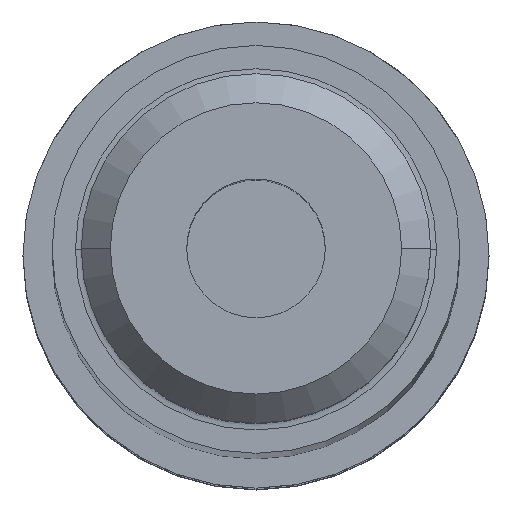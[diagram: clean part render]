
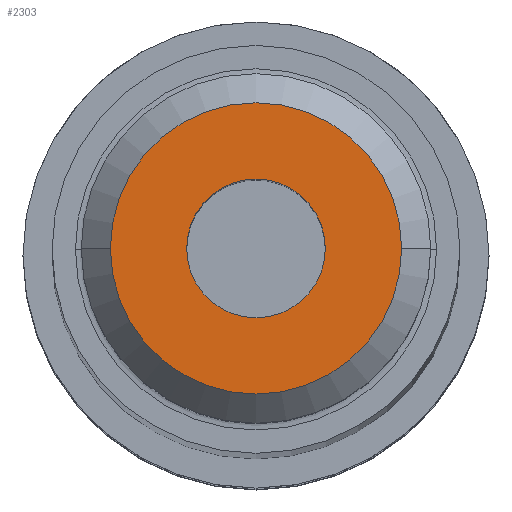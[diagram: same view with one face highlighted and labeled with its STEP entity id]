
A CAD part, top view. The second image highlights one B-rep face of the part: STEP entity #2303.
In plain terms, the highlighted planar face has unit normal (0, 0, 1).
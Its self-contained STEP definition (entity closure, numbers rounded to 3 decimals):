
#27 = CARTESIAN_POINT ( 'NONE',  ( 0.595, 0., 34.6 ) ) ;
#436 = EDGE_LOOP ( 'NONE', ( #5430, #6196 ) ) ;
#530 = AXIS2_PLACEMENT_3D ( 'NONE', #4193, #8541, #10512 ) ;
#699 = FACE_BOUND ( 'NONE', #9010, .T. ) ;
#811 = EDGE_CURVE ( 'Defeature ausgef�hrt1_31+Defeature ausgef�hrt1_14+Defeature ausgef�hrt1_14+Defeature ausgef�hrt1_14', #7795, #7947, #5746, .T. ) ;
#1679 = EDGE_CURVE ( 'Defeature ausgef�hrt1_14+Defeature ausgef�hrt1_15+Defeature ausgef�hrt1_15+Defeature ausgef�hrt1_15', #3901, #1939, #4880, .T. ) ;
#1939 = VERTEX_POINT ( 'NONE', #3213 ) ;
#2010 = AXIS2_PLACEMENT_3D ( 'NONE', #5980, #11261, #4020 ) ;
#2303 = ADVANCED_FACE ( 'Defeature ausgef�hrt1_14', ( #699, #9538 ), #8656, .T. ) ;
#2535 = ORIENTED_EDGE ( 'NONE', *, *, #4079, .F. ) ;
#2621 = DIRECTION ( 'NONE',  ( 1., 0., 0. ) ) ;
#3213 = CARTESIAN_POINT ( 'NONE',  ( 1.25, 0., 34.6 ) ) ;
#3801 = DIRECTION ( 'NONE',  ( 0., 0., 1. ) ) ;
#3866 = EDGE_CURVE ( 'Defeature ausgef�hrt1_14+Defeature ausgef�hrt1_15+Defeature ausgef�hrt1_15+Defeature ausgef�hrt1_15', #1939, #3901, #10167, .T. ) ;
#3901 = VERTEX_POINT ( 'NONE', #7626 ) ;
#3964 = CARTESIAN_POINT ( 'NONE',  ( -0.595, 0., 34.6 ) ) ;
#4020 = DIRECTION ( 'NONE',  ( 1., 0., 0. ) ) ;
#4079 = EDGE_CURVE ( 'Defeature ausgef�hrt1_31+Defeature ausgef�hrt1_14+Defeature ausgef�hrt1_14+Defeature ausgef�hrt1_14', #7947, #7795, #10531, .T. ) ;
#4193 = CARTESIAN_POINT ( 'NONE',  ( 0., 0., 34.6 ) ) ;
#4647 = AXIS2_PLACEMENT_3D ( 'NONE', #7915, #7032, #2621 ) ;
#4735 = CARTESIAN_POINT ( 'NONE',  ( 0., 0., 34.6 ) ) ;
#4789 = DIRECTION ( 'NONE',  ( 1., 0., 0. ) ) ;
#4880 = CIRCLE ( 'NONE', #6384, 1.25 ) ;
#5430 = ORIENTED_EDGE ( 'NONE', *, *, #1679, .T. ) ;
#5522 = AXIS2_PLACEMENT_3D ( 'NONE', #4735, #5779, #4789 ) ;
#5746 = CIRCLE ( 'NONE', #4647, 0.595 ) ;
#5779 = DIRECTION ( 'NONE',  ( 0., 0., 1. ) ) ;
#5980 = CARTESIAN_POINT ( 'NONE',  ( 0., 0., 34.6 ) ) ;
#6196 = ORIENTED_EDGE ( 'NONE', *, *, #3866, .T. ) ;
#6384 = AXIS2_PLACEMENT_3D ( 'NONE', #9794, #3801, #7244 ) ;
#7032 = DIRECTION ( 'NONE',  ( 0., 0., 1. ) ) ;
#7244 = DIRECTION ( 'NONE',  ( 1., 0., 0. ) ) ;
#7626 = CARTESIAN_POINT ( 'NONE',  ( -1.25, 0., 34.6 ) ) ;
#7795 = VERTEX_POINT ( 'NONE', #27 ) ;
#7915 = CARTESIAN_POINT ( 'NONE',  ( 0., 0., 34.6 ) ) ;
#7947 = VERTEX_POINT ( 'NONE', #3964 ) ;
#8449 = ORIENTED_EDGE ( 'NONE', *, *, #811, .F. ) ;
#8541 = DIRECTION ( 'NONE',  ( 0., 0., 1. ) ) ;
#8656 = PLANE ( 'NONE',  #530 ) ;
#9010 = EDGE_LOOP ( 'NONE', ( #8449, #2535 ) ) ;
#9538 = FACE_OUTER_BOUND ( 'NONE', #436, .T. ) ;
#9794 = CARTESIAN_POINT ( 'NONE',  ( 0., 0., 34.6 ) ) ;
#10167 = CIRCLE ( 'NONE', #2010, 1.25 ) ;
#10512 = DIRECTION ( 'NONE',  ( 1., 0., 0. ) ) ;
#10531 = CIRCLE ( 'NONE', #5522, 0.595 ) ;
#11261 = DIRECTION ( 'NONE',  ( 0., 0., 1. ) ) ;
